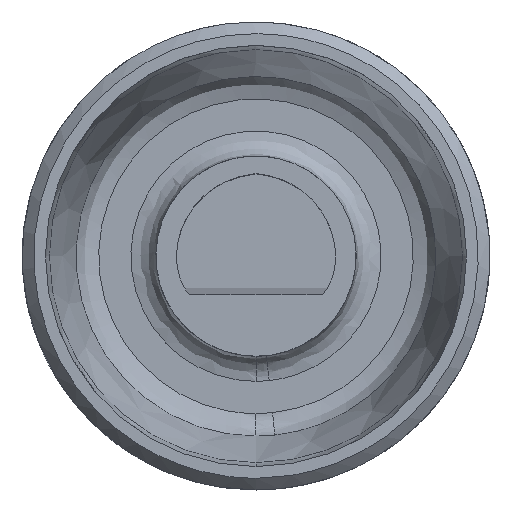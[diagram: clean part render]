
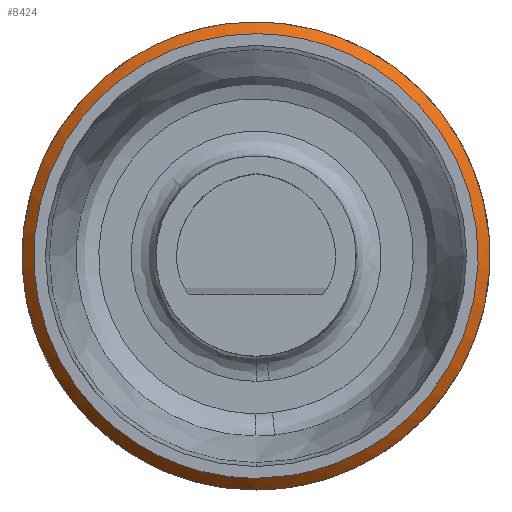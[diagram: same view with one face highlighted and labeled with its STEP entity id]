
A CAD part, top view. The second image highlights one B-rep face of the part: STEP entity #8424.
In plain terms, the highlighted free-form (B-spline) face has degree [1, 3] with [2, 24] control points.
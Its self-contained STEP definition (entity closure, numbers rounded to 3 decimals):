
#5895=CARTESIAN_POINT('',(-0.,-32.125,8.5));
#5896=VERTEX_POINT('',#5895);
#6054=CARTESIAN_POINT('',(-0.,-32.125,8.5));
#6055=CARTESIAN_POINT('',(-0.779,-32.125,8.5));
#6056=CARTESIAN_POINT('',(-1.661,-32.03,8.5));
#6057=CARTESIAN_POINT('',(-2.618,-31.751,8.5));
#6058=CARTESIAN_POINT('',(-3.576,-31.472,8.5));
#6059=CARTESIAN_POINT('',(-4.613,-31.003,8.5));
#6060=CARTESIAN_POINT('',(-5.611,-30.255,8.5));
#6061=CARTESIAN_POINT('',(-6.608,-29.507,8.5));
#6062=CARTESIAN_POINT('',(-7.561,-28.469,8.5));
#6063=CARTESIAN_POINT('',(-8.251,-27.175,8.5));
#6064=CARTESIAN_POINT('',(-8.941,-25.88,8.5));
#6065=CARTESIAN_POINT('',(-9.351,-24.333,8.5));
#6066=CARTESIAN_POINT('',(-9.351,-22.774,8.5));
#6067=CARTESIAN_POINT('',(-9.351,-21.216,8.5));
#6068=CARTESIAN_POINT('',(-8.941,-19.668,8.5));
#6069=CARTESIAN_POINT('',(-8.251,-18.374,8.5));
#6070=CARTESIAN_POINT('',(-7.561,-17.079,8.5));
#6071=CARTESIAN_POINT('',(-6.608,-16.041,8.5));
#6072=CARTESIAN_POINT('',(-5.611,-15.293,8.5));
#6073=CARTESIAN_POINT('',(-4.613,-14.545,8.5));
#6074=CARTESIAN_POINT('',(-3.576,-14.076,8.5));
#6075=CARTESIAN_POINT('',(-2.618,-13.797,8.5));
#6076=CARTESIAN_POINT('',(-1.661,-13.518,8.5));
#6077=CARTESIAN_POINT('',(-0.779,-13.423,8.5));
#6078=CARTESIAN_POINT('',(-0.,-13.423,8.5));
#6079=CARTESIAN_POINT('',(0.779,-13.423,8.5));
#6080=CARTESIAN_POINT('',(1.661,-13.518,8.5));
#6081=CARTESIAN_POINT('',(2.618,-13.797,8.5));
#6082=CARTESIAN_POINT('',(3.576,-14.076,8.5));
#6083=CARTESIAN_POINT('',(4.613,-14.545,8.5));
#6084=CARTESIAN_POINT('',(5.611,-15.293,8.5));
#6085=CARTESIAN_POINT('',(6.608,-16.041,8.5));
#6086=CARTESIAN_POINT('',(7.561,-17.079,8.5));
#6087=CARTESIAN_POINT('',(8.251,-18.374,8.5));
#6088=CARTESIAN_POINT('',(8.941,-19.668,8.5));
#6089=CARTESIAN_POINT('',(9.351,-21.216,8.5));
#6090=CARTESIAN_POINT('',(9.351,-22.774,8.5));
#6091=CARTESIAN_POINT('',(9.351,-24.333,8.5));
#6092=CARTESIAN_POINT('',(8.941,-25.88,8.5));
#6093=CARTESIAN_POINT('',(8.251,-27.175,8.5));
#6094=CARTESIAN_POINT('',(7.561,-28.469,8.5));
#6095=CARTESIAN_POINT('',(6.608,-29.507,8.5));
#6096=CARTESIAN_POINT('',(5.611,-30.255,8.5));
#6097=CARTESIAN_POINT('',(4.613,-31.003,8.5));
#6098=CARTESIAN_POINT('',(3.576,-31.472,8.5));
#6099=CARTESIAN_POINT('',(2.618,-31.751,8.5));
#6100=CARTESIAN_POINT('',(1.661,-32.03,8.5));
#6101=CARTESIAN_POINT('',(0.779,-32.125,8.5));
#6102=CARTESIAN_POINT('',(-0.,-32.125,8.5));
#6103=B_SPLINE_CURVE_WITH_KNOTS('',3,(#6054,#6055,#6056,#6057,#6058,#6059,#6060,#6061,#6062,#6063,#6064,#6065,#6066,#6067,#6068,#6069,#6070,#6071,#6072,#6073,#6074,#6075,#6076,#6077,#6078,#6079,
#6080,#6081,#6082,#6083,#6084,#6085,#6086,#6087,#6088,#6089,#6090,#6091,#6092,#6093,#6094,#6095,#6096,#6097,#6098,#6099,#6100,#6101,#6102),.UNSPECIFIED.,.T.,.F.,(4,3,3,3,3,3,3,3,3,3,3,3,3,3,3,3,4),(0.,0.063,0.125,0.188,0.25,0.313,0.375,0.438,0.5,0.563,0.625,0.688,0.75,0.813,0.875,0.938,1.),.UNSPECIFIED.);
#6104=EDGE_CURVE('',#5896,#5896,#6103,.T.);
#6133=CARTESIAN_POINT('',(-0.,-31.658,9.));
#6134=VERTEX_POINT('',#6133);
#6141=CARTESIAN_POINT('',(-0.,-31.658,9.));
#6142=CARTESIAN_POINT('',(0.74,-31.658,9.));
#6143=CARTESIAN_POINT('',(1.578,-31.568,9.));
#6144=CARTESIAN_POINT('',(2.487,-31.302,9.));
#6145=CARTESIAN_POINT('',(3.397,-31.037,9.));
#6146=CARTESIAN_POINT('',(4.383,-30.592,9.));
#6147=CARTESIAN_POINT('',(5.33,-29.881,9.));
#6148=CARTESIAN_POINT('',(6.278,-29.17,9.));
#6149=CARTESIAN_POINT('',(7.183,-28.184,9.));
#6150=CARTESIAN_POINT('',(7.838,-26.955,9.));
#6151=CARTESIAN_POINT('',(8.494,-25.725,9.));
#6152=CARTESIAN_POINT('',(8.884,-24.255,9.));
#6153=CARTESIAN_POINT('',(8.884,-22.774,9.));
#6154=CARTESIAN_POINT('',(8.884,-21.294,9.));
#6155=CARTESIAN_POINT('',(8.494,-19.823,9.));
#6156=CARTESIAN_POINT('',(7.838,-18.594,9.));
#6157=CARTESIAN_POINT('',(7.183,-17.364,9.));
#6158=CARTESIAN_POINT('',(6.278,-16.378,9.));
#6159=CARTESIAN_POINT('',(5.33,-15.667,9.));
#6160=CARTESIAN_POINT('',(4.383,-14.957,9.));
#6161=CARTESIAN_POINT('',(3.397,-14.511,9.));
#6162=CARTESIAN_POINT('',(2.487,-14.246,9.));
#6163=CARTESIAN_POINT('',(1.578,-13.981,9.));
#6164=CARTESIAN_POINT('',(0.74,-13.891,9.));
#6165=CARTESIAN_POINT('',(-0.,-13.891,9.));
#6166=CARTESIAN_POINT('',(-0.74,-13.891,9.));
#6167=CARTESIAN_POINT('',(-1.578,-13.981,9.));
#6168=CARTESIAN_POINT('',(-2.487,-14.246,9.));
#6169=CARTESIAN_POINT('',(-3.397,-14.511,9.));
#6170=CARTESIAN_POINT('',(-4.383,-14.957,9.));
#6171=CARTESIAN_POINT('',(-5.33,-15.667,9.));
#6172=CARTESIAN_POINT('',(-6.278,-16.378,9.));
#6173=CARTESIAN_POINT('',(-7.183,-17.364,9.));
#6174=CARTESIAN_POINT('',(-7.838,-18.594,9.));
#6175=CARTESIAN_POINT('',(-8.494,-19.823,9.));
#6176=CARTESIAN_POINT('',(-8.884,-21.294,9.));
#6177=CARTESIAN_POINT('',(-8.884,-22.774,9.));
#6178=CARTESIAN_POINT('',(-8.884,-24.255,9.));
#6179=CARTESIAN_POINT('',(-8.494,-25.725,9.));
#6180=CARTESIAN_POINT('',(-7.838,-26.955,9.));
#6181=CARTESIAN_POINT('',(-7.183,-28.184,9.));
#6182=CARTESIAN_POINT('',(-6.278,-29.17,9.));
#6183=CARTESIAN_POINT('',(-5.33,-29.881,9.));
#6184=CARTESIAN_POINT('',(-4.383,-30.592,9.));
#6185=CARTESIAN_POINT('',(-3.397,-31.037,9.));
#6186=CARTESIAN_POINT('',(-2.487,-31.302,9.));
#6187=CARTESIAN_POINT('',(-1.578,-31.568,9.));
#6188=CARTESIAN_POINT('',(-0.74,-31.658,9.));
#6189=CARTESIAN_POINT('',(-0.,-31.658,9.));
#6190=B_SPLINE_CURVE_WITH_KNOTS('',3,(#6141,#6142,#6143,#6144,#6145,#6146,#6147,#6148,#6149,#6150,#6151,#6152,#6153,#6154,#6155,#6156,#6157,#6158,#6159,#6160,#6161,#6162,#6163,#6164,#6165,#6166,
#6167,#6168,#6169,#6170,#6171,#6172,#6173,#6174,#6175,#6176,#6177,#6178,#6179,#6180,#6181,#6182,#6183,#6184,#6185,#6186,#6187,#6188,#6189),.UNSPECIFIED.,.T.,.F.,(4,3,3,3,3,3,3,3,3,3,3,3,3,3,3,3,4),(0.,0.063,0.125,0.188,0.25,0.313,0.375,0.438,0.5,0.563,0.625,0.688,0.75,0.813,0.875,0.938,1.),.UNSPECIFIED.);
#6191=EDGE_CURVE('',#6134,#6134,#6190,.T.);
#8363=CARTESIAN_POINT('',(-0.,-31.658,9.));
#8364=CARTESIAN_POINT('',(2.328,-31.659,9.));
#8365=CARTESIAN_POINT('',(4.632,-30.705,9.));
#8366=CARTESIAN_POINT('',(7.923,-27.414,9.));
#8367=CARTESIAN_POINT('',(8.883,-25.116,9.));
#8368=CARTESIAN_POINT('',(8.884,-21.612,9.));
#8369=CARTESIAN_POINT('',(8.654,-20.457,9.));
#8370=CARTESIAN_POINT('',(7.763,-18.298,9.));
#8371=CARTESIAN_POINT('',(7.107,-17.32,9.));
#8372=CARTESIAN_POINT('',(5.461,-15.671,9.));
#8373=CARTESIAN_POINT('',(4.473,-15.012,9.));
#8374=CARTESIAN_POINT('',(2.338,-14.126,9.));
#8375=CARTESIAN_POINT('',(1.166,-13.889,9.));
#8376=CARTESIAN_POINT('',(-1.173,-13.892,9.));
#8377=CARTESIAN_POINT('',(-2.326,-14.123,9.));
#8378=CARTESIAN_POINT('',(-4.482,-15.015,9.));
#8379=CARTESIAN_POINT('',(-5.461,-15.672,9.));
#8380=CARTESIAN_POINT('',(-7.931,-18.142,9.));
#8381=CARTESIAN_POINT('',(-8.885,-20.445,9.));
#8382=CARTESIAN_POINT('',(-8.883,-25.1,9.));
#8383=CARTESIAN_POINT('',(-7.93,-27.407,9.));
#8384=CARTESIAN_POINT('',(-4.635,-30.702,9.));
#8385=CARTESIAN_POINT('',(-2.328,-31.656,9.));
#8386=CARTESIAN_POINT('',(-0.,-31.658,9.));
#8387=CARTESIAN_POINT('',(-0.,-32.125,8.5));
#8388=CARTESIAN_POINT('',(2.45,-32.127,8.5));
#8389=CARTESIAN_POINT('',(4.876,-31.122,8.5));
#8390=CARTESIAN_POINT('',(8.34,-27.659,8.5));
#8391=CARTESIAN_POINT('',(9.351,-25.239,8.5));
#8392=CARTESIAN_POINT('',(9.351,-21.551,8.5));
#8393=CARTESIAN_POINT('',(9.11,-20.336,8.5));
#8394=CARTESIAN_POINT('',(8.172,-18.062,8.5));
#8395=CARTESIAN_POINT('',(7.481,-17.032,8.5));
#8396=CARTESIAN_POINT('',(5.749,-15.297,8.5));
#8397=CARTESIAN_POINT('',(4.708,-14.604,8.5));
#8398=CARTESIAN_POINT('',(2.461,-13.671,8.5));
#8399=CARTESIAN_POINT('',(1.228,-13.421,8.5));
#8400=CARTESIAN_POINT('',(-1.234,-13.425,8.5));
#8401=CARTESIAN_POINT('',(-2.449,-13.667,8.5));
#8402=CARTESIAN_POINT('',(-4.718,-14.606,8.5));
#8403=CARTESIAN_POINT('',(-5.748,-15.298,8.5));
#8404=CARTESIAN_POINT('',(-8.349,-17.899,8.5));
#8405=CARTESIAN_POINT('',(-9.352,-20.323,8.5));
#8406=CARTESIAN_POINT('',(-9.35,-25.222,8.5));
#8407=CARTESIAN_POINT('',(-8.348,-27.651,8.5));
#8408=CARTESIAN_POINT('',(-4.879,-31.12,8.5));
#8409=CARTESIAN_POINT('',(-2.45,-32.124,8.5));
#8410=CARTESIAN_POINT('',(-0.,-32.125,8.5));
#8411=B_SPLINE_SURFACE_WITH_KNOTS('',1,3,((#8363,#8364,#8365,#8366,#8367,#8368,#8369,#8370,#8371,#8372,#8373,#8374,#8375,#8376,#8377,#8378,#8379,#8380,#8381,#8382,#8383,#8384,#8385,#8386),(#8387,#8388,#8389,#8390,#8391,#8392,#8393,#8394,#8395,#8396,#8397,#8398,#8399,#8400,#8401,#8402,#8403,#8404,#8405,#8406,#8407,#8408,#8409,#8410)),.UNSPECIFIED.,.F.,.T.,.U.,(2,2),(4,2,2,2,2,2,2,2,2,2,2,4),(0.,1.),(0.001,0.008,0.016,0.02,0.023,0.027,0.031,0.034,0.038,0.046,0.053,0.06),.UNSPECIFIED.);
#8412=CARTESIAN_POINT('',(-0.,-32.125,8.5));
#8413=CARTESIAN_POINT('',(-0.,-31.969,8.667));
#8414=CARTESIAN_POINT('',(-0.,-31.814,8.833));
#8415=CARTESIAN_POINT('',(-0.,-31.658,9.));
#8416=B_SPLINE_CURVE_WITH_KNOTS('',3,(#8412,#8413,#8414,#8415),.UNSPECIFIED.,.F.,.F.,(4,4),(0.,1.),.UNSPECIFIED.);
#8417=EDGE_CURVE('',#5896,#6134,#8416,.T.);
#8418=ORIENTED_EDGE('',*,*,#8417,.F.);
#8419=ORIENTED_EDGE('',*,*,#6104,.F.);
#8420=ORIENTED_EDGE('',*,*,#8417,.T.);
#8421=ORIENTED_EDGE('',*,*,#6191,.F.);
#8422=EDGE_LOOP('',(#8418,#8419,#8420,#8421));
#8423=FACE_BOUND('',#8422,.T.);
#8424=ADVANCED_FACE('',(#8423),#8411,.T.);
